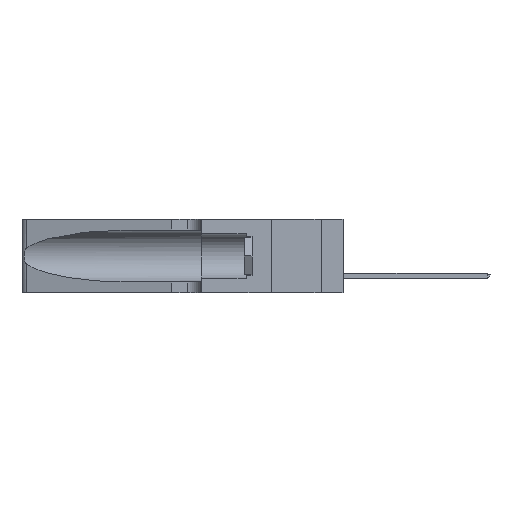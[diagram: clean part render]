
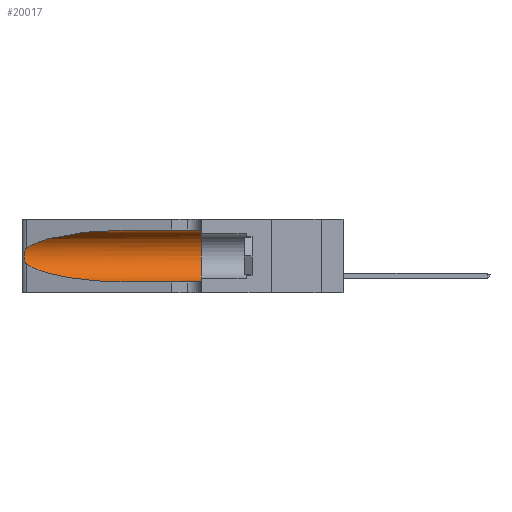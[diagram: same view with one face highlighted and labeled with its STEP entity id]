
A CAD part, left-side view. The second image highlights one B-rep face of the part: STEP entity #20017.
In plain terms, the highlighted cylindrical face has radius 3.308 mm (diameter 6.617 mm), a partial arc.
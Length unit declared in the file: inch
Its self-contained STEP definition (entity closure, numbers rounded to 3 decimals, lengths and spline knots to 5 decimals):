
#59 = VERTEX_POINT ( 'NONE', #31442 ) ;
#244 = CARTESIAN_POINT ( 'NONE',  ( 0.1305, 0.72297, 0.05475 ) ) ;
#326 = CARTESIAN_POINT ( 'NONE',  ( 0.25555, 1.22994, 0.2215 ) ) ;
#1783 = DIRECTION ( 'NONE',  ( 0., -1., 0. ) ) ;
#1922 = LINE ( 'NONE', #9798, #36155 ) ;
#2448 = CARTESIAN_POINT ( 'NONE',  ( 0.25487, 1.22718, 0.22369 ) ) ;
#3111 =( BOUNDED_CURVE ( )  B_SPLINE_CURVE ( 3, ( #40325, #23771, #3910, #13723 ),
 .UNSPECIFIED., .F., .F. ) 
 B_SPLINE_CURVE_WITH_KNOTS ( ( 4, 4 ),
 ( 1.5708, 2.84003 ),
 .UNSPECIFIED. ) 
 CURVE ( )  GEOMETRIC_REPRESENTATION_ITEM ( )  RATIONAL_B_SPLINE_CURVE ( ( 1., 0.87, 0.87, 1. ) ) 
 REPRESENTATION_ITEM ( '' )  );
#3183 = EDGE_CURVE ( 'NONE', #10159, #59, #28836, .T. ) ;
#3910 = CARTESIAN_POINT ( 'NONE',  ( 0.2373, 1.15595, 0.28018 ) ) ;
#5791 = CARTESIAN_POINT ( 'NONE',  ( 0.25787, 1.23484, 0.2124 ) ) ;
#8679 = ORIENTED_EDGE ( 'NONE', *, *, #15712, .F. ) ;
#8827 = CARTESIAN_POINT ( 'NONE',  ( 0.26075, 1.23896, 0.19203 ) ) ;
#8846 = VERTEX_POINT ( 'NONE', #32591 ) ;
#9109 = CARTESIAN_POINT ( 'NONE',  ( 0.25856, 1.23593, 0.16098 ) ) ;
#9476 = FACE_OUTER_BOUND ( 'NONE', #37338, .T. ) ;
#9798 = CARTESIAN_POINT ( 'NONE',  ( 0.1305, 1.61858, 0.05475 ) ) ;
#10159 = VERTEX_POINT ( 'NONE', #12487 ) ;
#11767 = ORIENTED_EDGE ( 'NONE', *, *, #34923, .T. ) ;
#12135 = CARTESIAN_POINT ( 'NONE',  ( 0.26075, 1.23896, 0.178 ) ) ;
#12487 = CARTESIAN_POINT ( 'NONE',  ( 0.25487, 1.22718, 0.22369 ) ) ;
#13566 = CARTESIAN_POINT ( 'NONE',  ( 0.1305, 0.72297, 0.05475 ) ) ;
#13723 = CARTESIAN_POINT ( 'NONE',  ( 0.25487, 1.22718, 0.22369 ) ) ;
#13913 = DIRECTION ( 'NONE',  ( 0., -1., 0. ) ) ;
#14061 = CARTESIAN_POINT ( 'NONE',  ( 0.1305, 1.61858, 0.185 ) ) ;
#14209 = CARTESIAN_POINT ( 'NONE',  ( 0.25487, 1.22718, 0.14631 ) ) ;
#14416 = DIRECTION ( 'NONE',  ( 0., 0., 1. ) ) ;
#15505 = CARTESIAN_POINT ( 'NONE',  ( 0.25789, 1.23486, 0.15765 ) ) ;
#15712 = EDGE_CURVE ( 'NONE', #42212, #8846, #23339, .T. ) ;
#16811 = CARTESIAN_POINT ( 'NONE',  ( 0.1305, 1.61858, 0.31525 ) ) ;
#16968 = CARTESIAN_POINT ( 'NONE',  ( 0.1305, 0.72297, 0.31525 ) ) ;
#17218 = CARTESIAN_POINT ( 'NONE',  ( 0.1305, 0.35, 0.05475 ) ) ;
#18743 = CARTESIAN_POINT ( 'NONE',  ( 0.25854, 1.2359, 0.20912 ) ) ;
#20017 = ADVANCED_FACE ( 'NONE', ( #9476 ), #30286, .F. ) ;
#20374 =( BOUNDED_CURVE ( )  B_SPLINE_CURVE ( 3, ( #39985, #33751, #33598, #244 ),
 .UNSPECIFIED., .F., .F. ) 
 B_SPLINE_CURVE_WITH_KNOTS ( ( 4, 4 ),
 ( 3.44316, 4.71239 ),
 .UNSPECIFIED. ) 
 CURVE ( )  GEOMETRIC_REPRESENTATION_ITEM ( )  RATIONAL_B_SPLINE_CURVE ( ( 1., 0.87, 0.87, 1. ) ) 
 REPRESENTATION_ITEM ( '' )  );
#20654 = VERTEX_POINT ( 'NONE', #17218 ) ;
#22301 = ORIENTED_EDGE ( 'NONE', *, *, #22973, .F. ) ;
#22973 = EDGE_CURVE ( 'NONE', #8846, #20654, #26903, .T. ) ;
#23339 = LINE ( 'NONE', #16811, #35316 ) ;
#23771 = CARTESIAN_POINT ( 'NONE',  ( 0.18966, 0.96281, 0.31525 ) ) ;
#24040 = AXIS2_PLACEMENT_3D ( 'NONE', #14061, #1783, #34980 ) ;
#24443 = DIRECTION ( 'NONE',  ( 0., 1., 0. ) ) ;
#25446 = ORIENTED_EDGE ( 'NONE', *, *, #3183, .T. ) ;
#25891 = AXIS2_PLACEMENT_3D ( 'NONE', #27656, #24443, #14416 ) ;
#26903 = CIRCLE ( 'NONE', #25891, 0.13025 ) ;
#27596 = CARTESIAN_POINT ( 'NONE',  ( 0.25555, 1.22993, 0.14849 ) ) ;
#27656 = CARTESIAN_POINT ( 'NONE',  ( 0.1305, 0.35, 0.185 ) ) ;
#28579 = CARTESIAN_POINT ( 'NONE',  ( 0.25639, 1.23186, 0.15144 ) ) ;
#28836 = B_SPLINE_CURVE_WITH_KNOTS ( 'NONE', 3,
 ( #2448, #326, #40206, #5791, #18743, #29046, #8827, #12135, #35422, #9109, #15505, #28579, #27596, #14209 ),
 .UNSPECIFIED., .F., .F.,
 ( 4, 2, 2, 2, 2, 2, 4 ),
 ( 0., 0.00027, 0.00053, 0.00107, 0.0016, 0.00187, 0.00214 ),
 .UNSPECIFIED. ) ;
#29046 = CARTESIAN_POINT ( 'NONE',  ( 0.26018, 1.23835, 0.19895 ) ) ;
#29664 = VERTEX_POINT ( 'NONE', #13566 ) ;
#30286 = CYLINDRICAL_SURFACE ( 'NONE', #24040, 0.13025 ) ;
#31442 = CARTESIAN_POINT ( 'NONE',  ( 0.25487, 1.22718, 0.14631 ) ) ;
#32591 = CARTESIAN_POINT ( 'NONE',  ( 0.1305, 0.35, 0.31525 ) ) ;
#33598 = CARTESIAN_POINT ( 'NONE',  ( 0.18966, 0.96281, 0.05475 ) ) ;
#33751 = CARTESIAN_POINT ( 'NONE',  ( 0.2373, 1.15595, 0.08982 ) ) ;
#33983 = ORIENTED_EDGE ( 'NONE', *, *, #41036, .T. ) ;
#34923 = EDGE_CURVE ( 'NONE', #59, #29664, #20374, .T. ) ;
#34980 = DIRECTION ( 'NONE',  ( 0., 0., -1. ) ) ;
#35316 = VECTOR ( 'NONE', #13913, 39.37008 ) ;
#35422 = CARTESIAN_POINT ( 'NONE',  ( 0.26017, 1.23833, 0.17102 ) ) ;
#36155 = VECTOR ( 'NONE', #42651, 39.37008 ) ;
#37338 = EDGE_LOOP ( 'NONE', ( #33983, #25446, #11767, #40803, #22301, #8679 ) ) ;
#38187 = EDGE_CURVE ( 'NONE', #29664, #20654, #1922, .T. ) ;
#39985 = CARTESIAN_POINT ( 'NONE',  ( 0.25487, 1.22718, 0.14631 ) ) ;
#40206 = CARTESIAN_POINT ( 'NONE',  ( 0.25639, 1.23184, 0.21858 ) ) ;
#40325 = CARTESIAN_POINT ( 'NONE',  ( 0.1305, 0.72297, 0.31525 ) ) ;
#40803 = ORIENTED_EDGE ( 'NONE', *, *, #38187, .T. ) ;
#41036 = EDGE_CURVE ( 'NONE', #42212, #10159, #3111, .T. ) ;
#42212 = VERTEX_POINT ( 'NONE', #16968 ) ;
#42651 = DIRECTION ( 'NONE',  ( 0., -1., 0. ) ) ;
